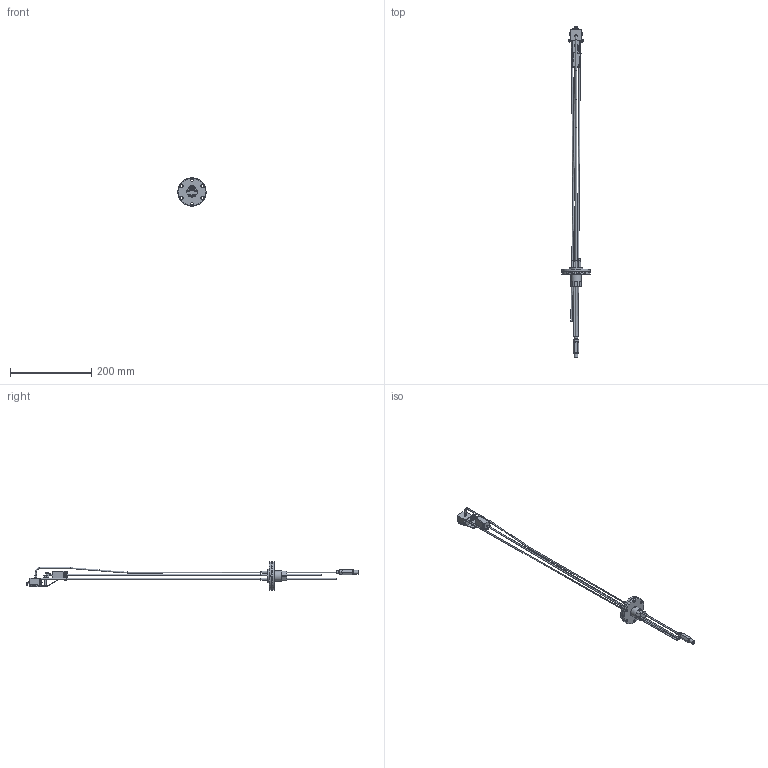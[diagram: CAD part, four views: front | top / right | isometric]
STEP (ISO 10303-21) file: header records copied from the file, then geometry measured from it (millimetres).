
FILE_DESCRIPTION(/* description */ ('Cool Drawer Standard Single Sensor (CDS-A1F47)'),/* implementation_level */ '2;1');
FILE_NAME(/* name */ 'CDS-A1F47 - Cool Drawer Standard Single Sensor (Outline Model rev.A).stp',/* time_stamp */ '2018-10-18T10:25:07-04:00',/* author */ ('Joel Plasencia'),/* organization */ ('INFICON'),/* preprocessor_version */ 'ST-DEVELOPER v16',/* originating_system */ 'SIEMENS PLM Software NX 10.0',/* authorisation */ 'Copyright© 2019 INFICON - ALL RIGHTS RESERVED');
FILE_SCHEMA (('AUTOMOTIVE_DESIGN { 1 0 10303 214 3 1 1 1 }'));
Length unit declared in the file: millimetre
Products named in the file (1): CDS-A1F47_A
Bounding box: 69.34 x 816.05 x 69.34 mm (x, y, z)
Volume: 103971.9 mm3; surface area: 87739.1 mm2
Topology: 10 solids, 19 shells, 1831 faces, 4484 edges, 2768 vertices
Faces by surface type: plane 1214, cylinder 489, cone 93, torus 15, sphere 10, extrusion 8, bspline 2
Full cylindrical faces by diameter (mm): 1.27 x1, 1.778 x1, 1.816 x1, 2.02 x5, 2.032 x1, 2.08 x1, 2.156 x1, 2.329 x7, 2.36 x3, 2.518 x1, 2.845 x11, 2.87 x1, 3.175 x6, 3.251 x1, 3.302 x6, 3.34 x5, 3.772 x1, 3.835 x1, 3.848 x1, 3.962 x10, 3.981 x2, 4.191 x3, 4.216 x1, 4.343 x2, 4.369 x1, 4.445 x2, 4.648 x1, 4.763 x5, 5.08 x1, 5.41 x1
Entity records: 54752 total; most frequent: CARTESIAN_POINT 12046, DIRECTION 9063, ORIENTED_EDGE 8414, EDGE_CURVE 4207, AXIS2_PLACEMENT_3D 3349, VERTEX_POINT 2682, VECTOR 2365, LINE 2357
